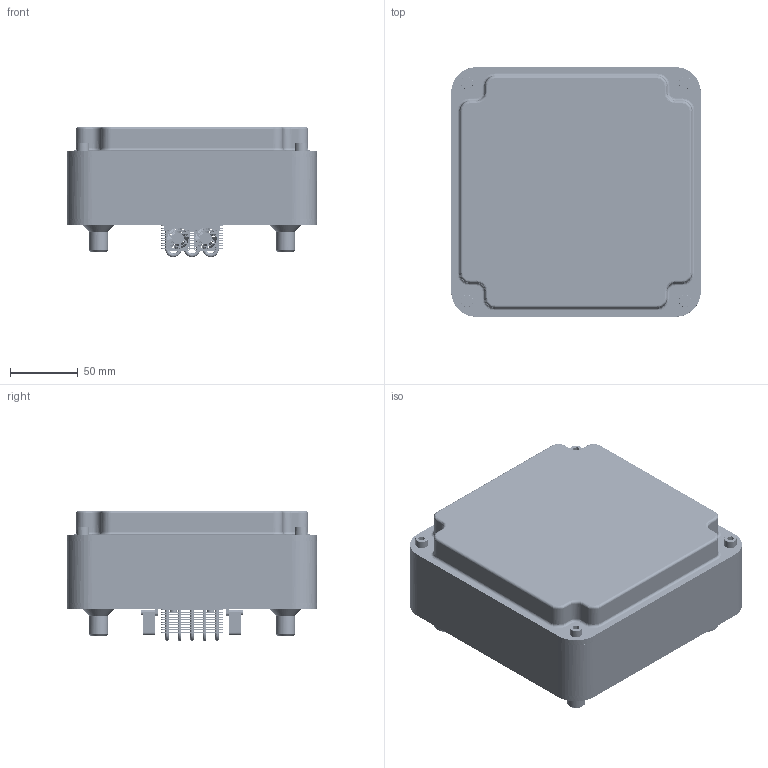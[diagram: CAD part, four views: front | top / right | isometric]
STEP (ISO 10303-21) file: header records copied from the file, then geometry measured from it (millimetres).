
FILE_DESCRIPTION(('FreeCAD Model'),'2;1');
FILE_NAME('Open CASCADE Shape Model','2025-04-26T21:26:55',('FreeCAD'),( 'FreeCAD'),'Open CASCADE STEP processor 7.6','FreeCAD','Unknown');
FILE_SCHEMA(('AUTOMOTIVE_DESIGN { 1 0 10303 214 1 1 1 1 }'));
Products named in the file (1): Open CASCADE STEP translator 7.6 1
Bounding box: 183.58 x 183.58 x 95.92 mm (x, y, z)
Volume: 699022 mm3; surface area: 446738.1 mm2
Topology: 40 solids, 40 shells, 4918 faces, 13774 edges, 9050 vertices
Faces by surface type: bspline 4918
Entity records: 188094 total; most frequent: CARTESIAN_POINT 109305, ORIENTED_EDGE 27492, EDGE_CURVE 13746, VERTEX_POINT 9050, FACE_BOUND 8024, EDGE_LOOP 8024, B_SPLINE_CURVE_WITH_KNOTS 6350, ADVANCED_FACE 4918
